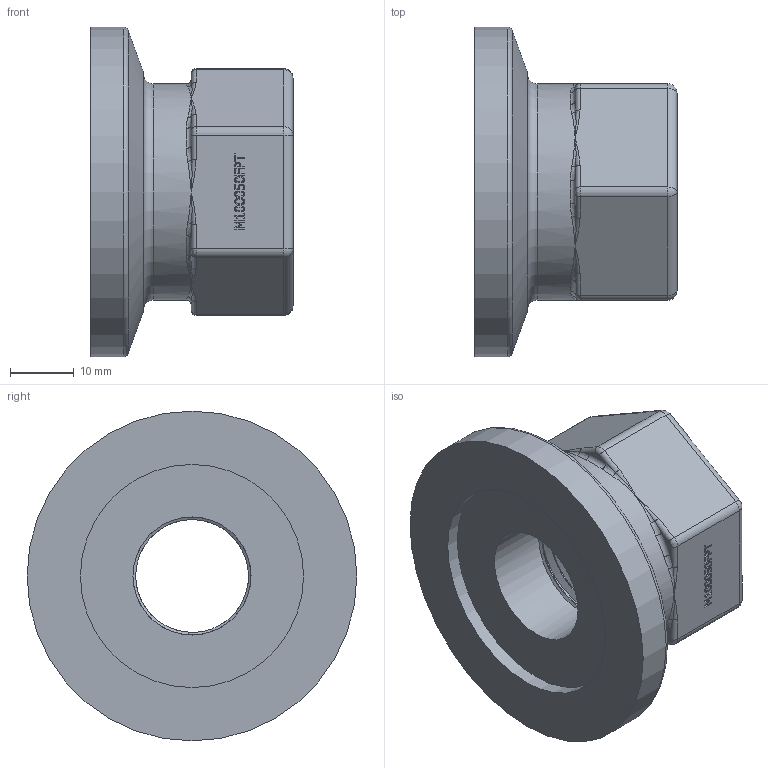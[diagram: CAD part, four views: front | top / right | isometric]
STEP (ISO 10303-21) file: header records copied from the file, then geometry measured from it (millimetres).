
FILE_DESCRIPTION((''),'2;1');
FILE_NAME('M100050FPT.stp','2012-09-21T07:28:27',('areid'),(''),'Autodesk Inventor 2012','Autodesk Inventor 2012','');
FILE_SCHEMA(('AUTOMOTIVE_DESIGN { 1 0 10303 214 1 1 1 1 }'));
Length unit declared in the file: inch
Products named in the file (1): M100050FPT
Bounding box: 31.75 x 51.82 x 51.82 mm (x, y, z)
Volume: 27966.7 mm3; surface area: 10124.8 mm2
Topology: 1 solids, 1 shells, 519 faces, 1361 edges, 865 vertices
Faces by surface type: plane 255, bspline 209, cylinder 29, cone 12, torus 8, sphere 6
Full cylindrical faces by diameter (mm): 18.542 x1, 34.036 x1, 35.052 x1, 51.816 x1
Entity records: 19493 total; most frequent: CARTESIAN_POINT 8482, ORIENTED_EDGE 2596, DIRECTION 1602, EDGE_CURVE 1298, VERTEX_POINT 845, VECTOR 794, LINE 794, EDGE_LOOP 565
